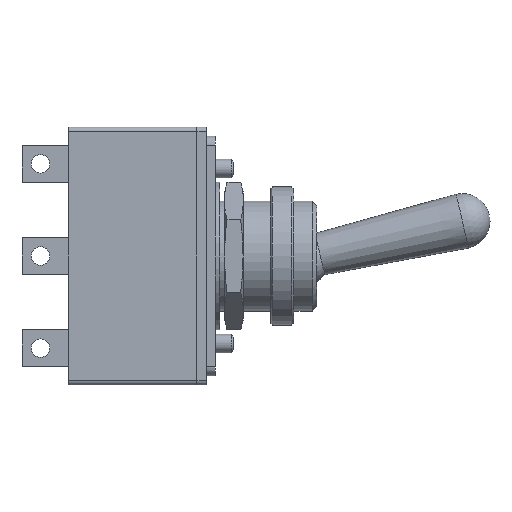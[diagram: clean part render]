
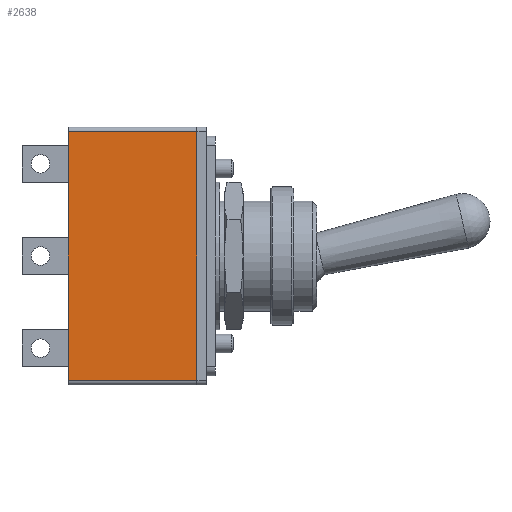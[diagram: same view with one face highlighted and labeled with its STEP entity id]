
A CAD part, left-side view. The second image highlights one B-rep face of the part: STEP entity #2638.
In plain terms, the highlighted planar face has unit normal (-1, 0, 0).
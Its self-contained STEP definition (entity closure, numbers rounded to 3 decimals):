
#2638 = ADVANCED_FACE('',(#2639),#2653,.F.);
#2639 = FACE_BOUND('',#2640,.F.);
#2640 = EDGE_LOOP('',(#2641,#2676,#2704,#2732));
#2641 = ORIENTED_EDGE('',*,*,#2642,.F.);
#2642 = EDGE_CURVE('',#2643,#2645,#2647,.T.);
#2643 = VERTEX_POINT('',#2644);
#2644 = CARTESIAN_POINT('',(-9.,2.,-13.5));
#2645 = VERTEX_POINT('',#2646);
#2646 = CARTESIAN_POINT('',(-9.,2.,13.5));
#2647 = SURFACE_CURVE('',#2648,(#2652,#2664),.PCURVE_S1.);
#2648 = LINE('',#2649,#2650);
#2649 = CARTESIAN_POINT('',(-9.,2.,-14.));
#2650 = VECTOR('',#2651,1.);
#2651 = DIRECTION('',(0.,0.,1.));
#2652 = PCURVE('',#2653,#2658);
#2653 = PLANE('',#2654);
#2654 = AXIS2_PLACEMENT_3D('',#2655,#2656,#2657);
#2655 = CARTESIAN_POINT('',(-9.,2.,-14.));
#2656 = DIRECTION('',(1.,0.,0.));
#2657 = DIRECTION('',(0.,0.,1.));
#2658 = DEFINITIONAL_REPRESENTATION('',(#2659),#2663);
#2659 = LINE('',#2660,#2661);
#2660 = CARTESIAN_POINT('',(0.,0.));
#2661 = VECTOR('',#2662,1.);
#2662 = DIRECTION('',(1.,0.));
#2663 = ( GEOMETRIC_REPRESENTATION_CONTEXT(2) 
PARAMETRIC_REPRESENTATION_CONTEXT() REPRESENTATION_CONTEXT('2D SPACE',''
  ) );
#2664 = PCURVE('',#2665,#2670);
#2665 = PLANE('',#2666);
#2666 = AXIS2_PLACEMENT_3D('',#2667,#2668,#2669);
#2667 = CARTESIAN_POINT('',(-9.,2.,-14.));
#2668 = DIRECTION('',(0.,1.,0.));
#2669 = DIRECTION('',(0.,0.,1.));
#2670 = DEFINITIONAL_REPRESENTATION('',(#2671),#2675);
#2671 = LINE('',#2672,#2673);
#2672 = CARTESIAN_POINT('',(0.,0.));
#2673 = VECTOR('',#2674,1.);
#2674 = DIRECTION('',(1.,0.));
#2675 = ( GEOMETRIC_REPRESENTATION_CONTEXT(2) 
PARAMETRIC_REPRESENTATION_CONTEXT() REPRESENTATION_CONTEXT('2D SPACE',''
  ) );
#2676 = ORIENTED_EDGE('',*,*,#2677,.T.);
#2677 = EDGE_CURVE('',#2643,#2678,#2680,.T.);
#2678 = VERTEX_POINT('',#2679);
#2679 = CARTESIAN_POINT('',(-9.,16.,-13.5));
#2680 = SURFACE_CURVE('',#2681,(#2685,#2692),.PCURVE_S1.);
#2681 = LINE('',#2682,#2683);
#2682 = CARTESIAN_POINT('',(-9.,2.,-13.5));
#2683 = VECTOR('',#2684,1.);
#2684 = DIRECTION('',(0.,1.,0.));
#2685 = PCURVE('',#2653,#2686);
#2686 = DEFINITIONAL_REPRESENTATION('',(#2687),#2691);
#2687 = LINE('',#2688,#2689);
#2688 = CARTESIAN_POINT('',(0.5,0.));
#2689 = VECTOR('',#2690,1.);
#2690 = DIRECTION('',(0.,-1.));
#2691 = ( GEOMETRIC_REPRESENTATION_CONTEXT(2) 
PARAMETRIC_REPRESENTATION_CONTEXT() REPRESENTATION_CONTEXT('2D SPACE',''
  ) );
#2692 = PCURVE('',#2693,#2698);
#2693 = CYLINDRICAL_SURFACE('',#2694,0.5);
#2694 = AXIS2_PLACEMENT_3D('',#2695,#2696,#2697);
#2695 = CARTESIAN_POINT('',(-8.5,2.,-13.5));
#2696 = DIRECTION('',(0.,1.,0.));
#2697 = DIRECTION('',(-1.,0.,0.));
#2698 = DEFINITIONAL_REPRESENTATION('',(#2699),#2703);
#2699 = LINE('',#2700,#2701);
#2700 = CARTESIAN_POINT('',(0.,0.));
#2701 = VECTOR('',#2702,1.);
#2702 = DIRECTION('',(0.,1.));
#2703 = ( GEOMETRIC_REPRESENTATION_CONTEXT(2) 
PARAMETRIC_REPRESENTATION_CONTEXT() REPRESENTATION_CONTEXT('2D SPACE',''
  ) );
#2704 = ORIENTED_EDGE('',*,*,#2705,.T.);
#2705 = EDGE_CURVE('',#2678,#2706,#2708,.T.);
#2706 = VERTEX_POINT('',#2707);
#2707 = CARTESIAN_POINT('',(-9.,16.,13.5));
#2708 = SURFACE_CURVE('',#2709,(#2713,#2720),.PCURVE_S1.);
#2709 = LINE('',#2710,#2711);
#2710 = CARTESIAN_POINT('',(-9.,16.,-14.));
#2711 = VECTOR('',#2712,1.);
#2712 = DIRECTION('',(0.,0.,1.));
#2713 = PCURVE('',#2653,#2714);
#2714 = DEFINITIONAL_REPRESENTATION('',(#2715),#2719);
#2715 = LINE('',#2716,#2717);
#2716 = CARTESIAN_POINT('',(0.,-14.));
#2717 = VECTOR('',#2718,1.);
#2718 = DIRECTION('',(1.,0.));
#2719 = ( GEOMETRIC_REPRESENTATION_CONTEXT(2) 
PARAMETRIC_REPRESENTATION_CONTEXT() REPRESENTATION_CONTEXT('2D SPACE',''
  ) );
#2720 = PCURVE('',#2721,#2726);
#2721 = PLANE('',#2722);
#2722 = AXIS2_PLACEMENT_3D('',#2723,#2724,#2725);
#2723 = CARTESIAN_POINT('',(-9.,16.,-14.));
#2724 = DIRECTION('',(0.,1.,0.));
#2725 = DIRECTION('',(0.,0.,1.));
#2726 = DEFINITIONAL_REPRESENTATION('',(#2727),#2731);
#2727 = LINE('',#2728,#2729);
#2728 = CARTESIAN_POINT('',(0.,0.));
#2729 = VECTOR('',#2730,1.);
#2730 = DIRECTION('',(1.,0.));
#2731 = ( GEOMETRIC_REPRESENTATION_CONTEXT(2) 
PARAMETRIC_REPRESENTATION_CONTEXT() REPRESENTATION_CONTEXT('2D SPACE',''
  ) );
#2732 = ORIENTED_EDGE('',*,*,#2733,.F.);
#2733 = EDGE_CURVE('',#2645,#2706,#2734,.T.);
#2734 = SURFACE_CURVE('',#2735,(#2739,#2746),.PCURVE_S1.);
#2735 = LINE('',#2736,#2737);
#2736 = CARTESIAN_POINT('',(-9.,2.,13.5));
#2737 = VECTOR('',#2738,1.);
#2738 = DIRECTION('',(0.,1.,0.));
#2739 = PCURVE('',#2653,#2740);
#2740 = DEFINITIONAL_REPRESENTATION('',(#2741),#2745);
#2741 = LINE('',#2742,#2743);
#2742 = CARTESIAN_POINT('',(27.5,0.));
#2743 = VECTOR('',#2744,1.);
#2744 = DIRECTION('',(0.,-1.));
#2745 = ( GEOMETRIC_REPRESENTATION_CONTEXT(2) 
PARAMETRIC_REPRESENTATION_CONTEXT() REPRESENTATION_CONTEXT('2D SPACE',''
  ) );
#2746 = PCURVE('',#2747,#2752);
#2747 = CYLINDRICAL_SURFACE('',#2748,0.5);
#2748 = AXIS2_PLACEMENT_3D('',#2749,#2750,#2751);
#2749 = CARTESIAN_POINT('',(-8.5,2.,13.5));
#2750 = DIRECTION('',(0.,1.,0.));
#2751 = DIRECTION('',(-1.,0.,0.));
#2752 = DEFINITIONAL_REPRESENTATION('',(#2753),#2757);
#2753 = LINE('',#2754,#2755);
#2754 = CARTESIAN_POINT('',(0.,0.));
#2755 = VECTOR('',#2756,1.);
#2756 = DIRECTION('',(0.,1.));
#2757 = ( GEOMETRIC_REPRESENTATION_CONTEXT(2) 
PARAMETRIC_REPRESENTATION_CONTEXT() REPRESENTATION_CONTEXT('2D SPACE',''
  ) );
